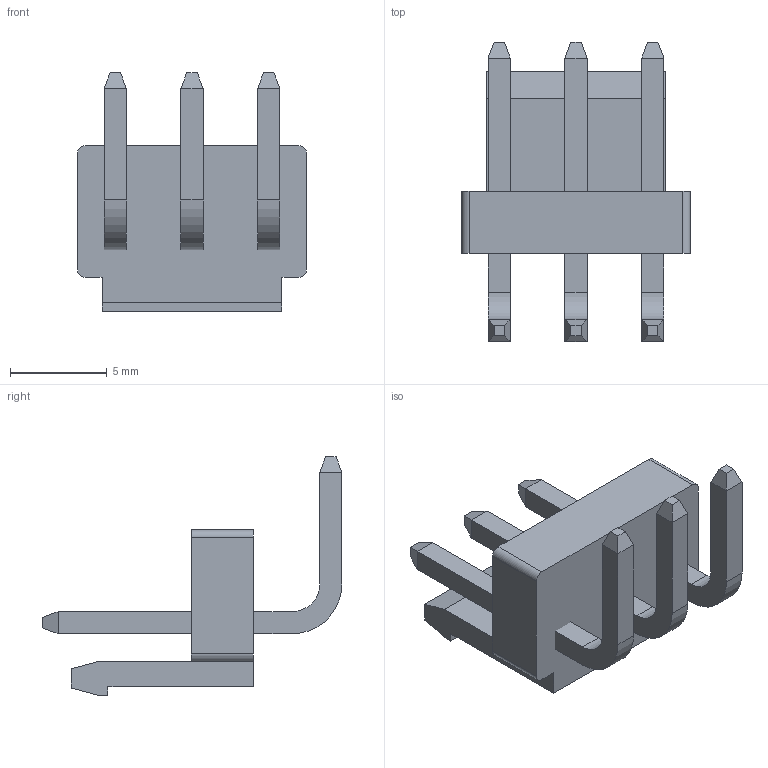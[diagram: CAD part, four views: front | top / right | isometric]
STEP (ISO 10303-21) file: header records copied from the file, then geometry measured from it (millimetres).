
FILE_DESCRIPTION(/* description */ (''),/* implementation_level */ '2;1');
FILE_NAME(/* name */ 'B3PS-VH.step',/* time_stamp */ '2023-10-29T21:40:27+01:00',/* author */ (''),/* organization */ (''),/* preprocessor_version */ 'ST-DEVELOPER v20',/* originating_system */ 'Autodesk Translation Framework v12.14.0.127',/* authorisation */ '');
FILE_SCHEMA (('AUTOMOTIVE_DESIGN { 1 0 10303 214 3 1 1 }'));
Length unit declared in the file: millimetre
Products named in the file (1): B3PS-VH
Bounding box: 11.82 x 15.47 x 12.32 mm (x, y, z)
Volume: 458.6 mm3; surface area: 750.3 mm2
Topology: 4 solids, 4 shells, 74 faces, 172 edges, 106 vertices
Faces by surface type: plane 64, cylinder 10
Entity records: 2092 total; most frequent: CARTESIAN_POINT 353, ORIENTED_EDGE 344, DIRECTION 342, EDGE_CURVE 172, LINE 152, VECTOR 152, VERTEX_POINT 106, AXIS2_PLACEMENT_3D 95
